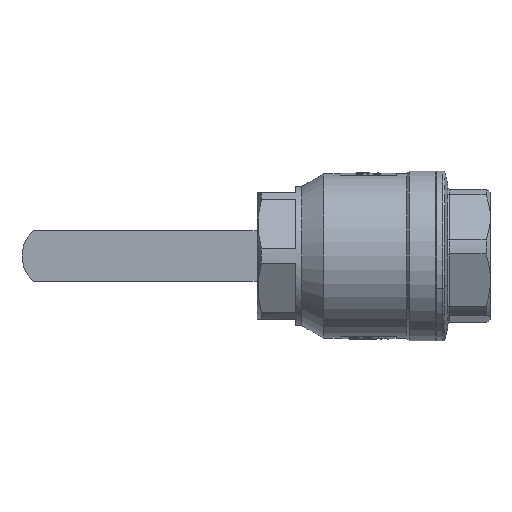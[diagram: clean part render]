
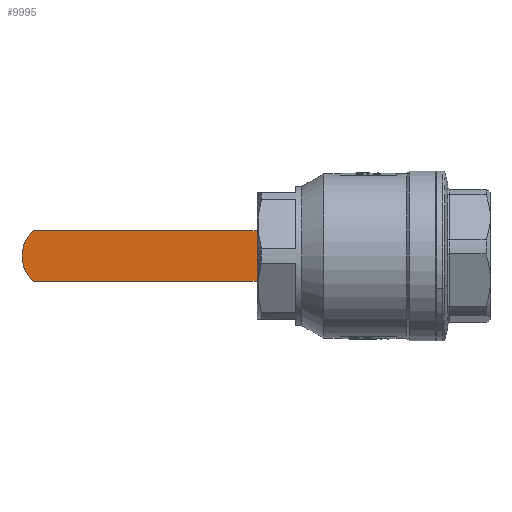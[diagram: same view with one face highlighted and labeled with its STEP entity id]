
A CAD part, front view. The second image highlights one B-rep face of the part: STEP entity #9995.
In plain terms, the highlighted face is planar.
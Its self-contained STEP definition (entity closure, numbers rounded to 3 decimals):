
#5296 = VERTEX_POINT ( 'NONE', #20055 ) ;
#5320 = EDGE_CURVE ( 'NONE', #5348, #5296, #20098, .T. ) ;
#5348 = VERTEX_POINT ( 'NONE', #20088 ) ;
#9426 = VERTEX_POINT ( 'NONE', #20494 ) ;
#9545 = VERTEX_POINT ( 'NONE', #20913 ) ;
#9934 = EDGE_LOOP ( 'NONE', ( #9945, #9942, #9999, #9997, #10002 ) ) ;
#9940 = EDGE_CURVE ( 'NONE', #9941, #9545, #26944, .T. ) ;
#9941 = VERTEX_POINT ( 'NONE', #26938 ) ;
#9942 = ORIENTED_EDGE ( 'NONE', *, *, #9965, .F. ) ;
#9945 = ORIENTED_EDGE ( 'NONE', *, *, #5320, .F. ) ;
#9953 = EDGE_CURVE ( 'NONE', #9545, #9426, #26976, .T. ) ;
#9965 = EDGE_CURVE ( 'NONE', #9426, #5348, #26964, .T. ) ;
#9995 = ADVANCED_FACE ( 'NONE', ( #27043 ), #27039, .T. ) ;
#9997 = ORIENTED_EDGE ( 'NONE', *, *, #9940, .F. ) ;
#9999 = ORIENTED_EDGE ( 'NONE', *, *, #9953, .F. ) ;
#10000 = EDGE_CURVE ( 'NONE', #5296, #9941, #27042, .T. ) ;
#10002 = ORIENTED_EDGE ( 'NONE', *, *, #10000, .F. ) ;
#20050 = CARTESIAN_POINT ( 'NONE',  ( 108., 12.5, 0. ) ) ;
#20055 = CARTESIAN_POINT ( 'NONE',  ( 126., 12.5, 0. ) ) ;
#20086 = DIRECTION ( 'NONE',  ( -1., 0., 0. ) ) ;
#20087 = DIRECTION ( 'NONE',  ( 0., 0., 1. ) ) ;
#20088 = CARTESIAN_POINT ( 'NONE',  ( 119.906, -1., 0. ) ) ;
#20094 = AXIS2_PLACEMENT_3D ( 'NONE', #20050, #20087, #20086 ) ;
#20098 = CIRCLE ( 'NONE', #20094, 18. ) ;
#20494 = CARTESIAN_POINT ( 'NONE',  ( -1., -1., 0. ) ) ;
#20913 = CARTESIAN_POINT ( 'NONE',  ( -1., 26., 0. ) ) ;
#26938 = CARTESIAN_POINT ( 'NONE',  ( 119.906, 26., 0. ) ) ;
#26939 = DIRECTION ( 'NONE',  ( -1., 0., 0. ) ) ;
#26943 = CARTESIAN_POINT ( 'NONE',  ( -1., 26., 0. ) ) ;
#26944 = LINE ( 'NONE', #26943, #26948 ) ;
#26948 = VECTOR ( 'NONE', #26939, 1000. ) ;
#26960 = DIRECTION ( 'NONE',  ( 1., 0., 0. ) ) ;
#26961 = VECTOR ( 'NONE', #26960, 1000. ) ;
#26962 = CARTESIAN_POINT ( 'NONE',  ( -1., -1., 0. ) ) ;
#26964 = LINE ( 'NONE', #26962, #26961 ) ;
#26973 = DIRECTION ( 'NONE',  ( 0., -1., 0. ) ) ;
#26974 = VECTOR ( 'NONE', #26973, 1000. ) ;
#26975 = CARTESIAN_POINT ( 'NONE',  ( -1., -1., 0. ) ) ;
#26976 = LINE ( 'NONE', #26975, #26974 ) ;
#27001 = AXIS2_PLACEMENT_3D ( 'NONE', #27038, #27037, #27036 ) ;
#27030 = DIRECTION ( 'NONE',  ( -1., 0., 0. ) ) ;
#27031 = DIRECTION ( 'NONE',  ( 0., 0., 1. ) ) ;
#27032 = AXIS2_PLACEMENT_3D ( 'NONE', #27048, #27031, #27030 ) ;
#27036 = DIRECTION ( 'NONE',  ( -1., 0., 0. ) ) ;
#27037 = DIRECTION ( 'NONE',  ( 0., 0., -1. ) ) ;
#27038 = CARTESIAN_POINT ( 'NONE',  ( -1., 26., 0. ) ) ;
#27039 = PLANE ( 'NONE',  #27001 ) ;
#27042 = CIRCLE ( 'NONE', #27032, 18. ) ;
#27043 = FACE_OUTER_BOUND ( 'NONE', #9934, .T. ) ;
#27048 = CARTESIAN_POINT ( 'NONE',  ( 108., 12.5, 0. ) ) ;
